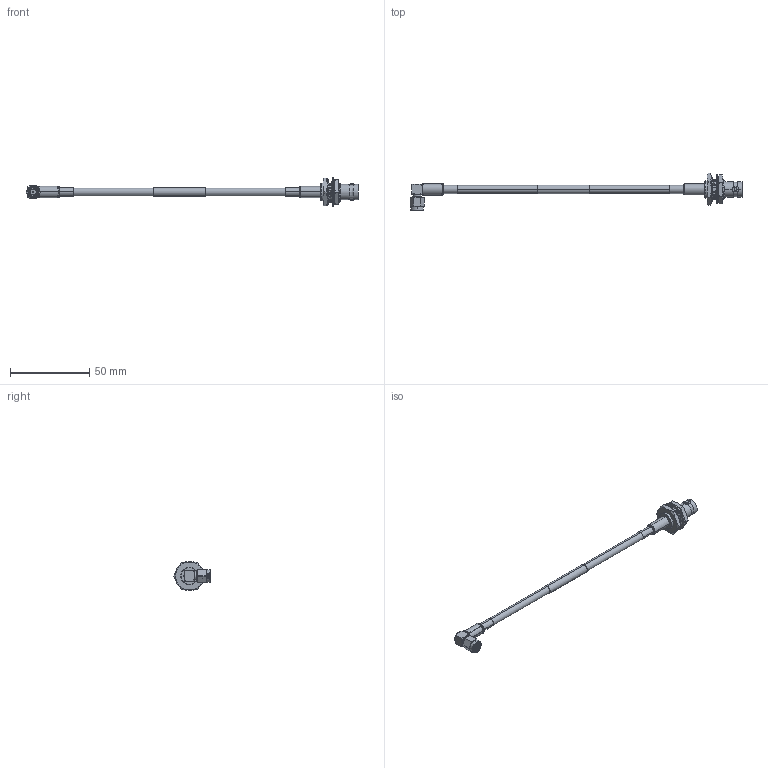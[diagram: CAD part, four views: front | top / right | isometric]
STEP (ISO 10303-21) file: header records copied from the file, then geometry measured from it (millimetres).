
FILE_DESCRIPTION (( 'STEP AP214' ), '1' );
FILE_NAME ('FMC00740_3D.step', '2023-03-06T20:17:13', ( '' ), ( '' ), 'SwSTEP 2.0', 'SolidWorks 2022', '' );
FILE_SCHEMA (( 'AUTOMOTIVE_DESIGN' ));
Length unit declared in the file: inch
Products named in the file (6): heat shrink conn 1^FMC00740_conn 1; heat shrink conn 2^FMC00740_conn 1; SC6050^FMC00740; RG142^FMC00740; SC6017; FMC00740_3D
Assembly tree (5 placements, depth 2):
  FMC00740_3D
    RG142^FMC00740
    SC6050^FMC00740
    heat shrink conn 1^FMC00740_conn 1
    SC6017
    heat shrink conn 2^FMC00740_conn 1
Bounding box: 209.15 x 23.42 x 18.34 mm (x, y, z)
Volume: 6635.4 mm3; surface area: 10280.8 mm2
Topology: 12 solids, 12 shells, 3576 faces, 7709 edges, 4180 vertices
Faces by surface type: bspline 2476, cylinder 685, plane 314, cone 81, torus 20
Entity records: 151592 total; most frequent: CARTESIAN_POINT 101893, ORIENTED_EDGE 15414, EDGE_CURVE 7707, VERTEX_POINT 4180, DIRECTION 3719, EDGE_LOOP 3617, FACE_OUTER_BOUND 3576, ADVANCED_FACE 3576
